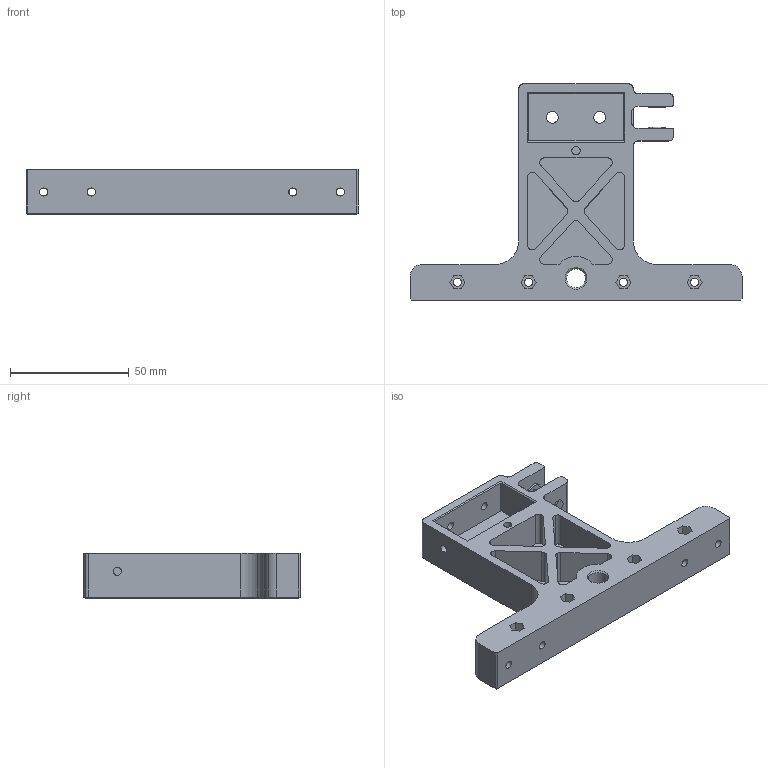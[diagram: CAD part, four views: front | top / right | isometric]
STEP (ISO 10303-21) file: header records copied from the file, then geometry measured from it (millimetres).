
FILE_DESCRIPTION (( 'STEP AP214' ), '1' );
FILE_NAME ('2040 belt clamp side 1.STEP', '2021-03-12T15:35:53', ( '' ), ( '' ), 'SwSTEP 2.0', 'SolidWorks 2019', '' );
FILE_SCHEMA (( 'AUTOMOTIVE_DESIGN' ));
Length unit declared in the file: millimetre
Products named in the file (1): 2040 belt clamp side 1
Bounding box: 140 x 91.2 x 19 mm (x, y, z)
Volume: 78704.7 mm3; surface area: 30363.5 mm2
Topology: 1 solids, 1 shells, 287 faces, 725 edges, 450 vertices
Faces by surface type: plane 150, cylinder 105, cone 32
Entity records: 8579 total; most frequent: CARTESIAN_POINT 1585, DIRECTION 1457, ORIENTED_EDGE 1442, EDGE_CURVE 721, AXIS2_PLACEMENT_3D 490, VECTOR 477, LINE 477, VERTEX_POINT 450
